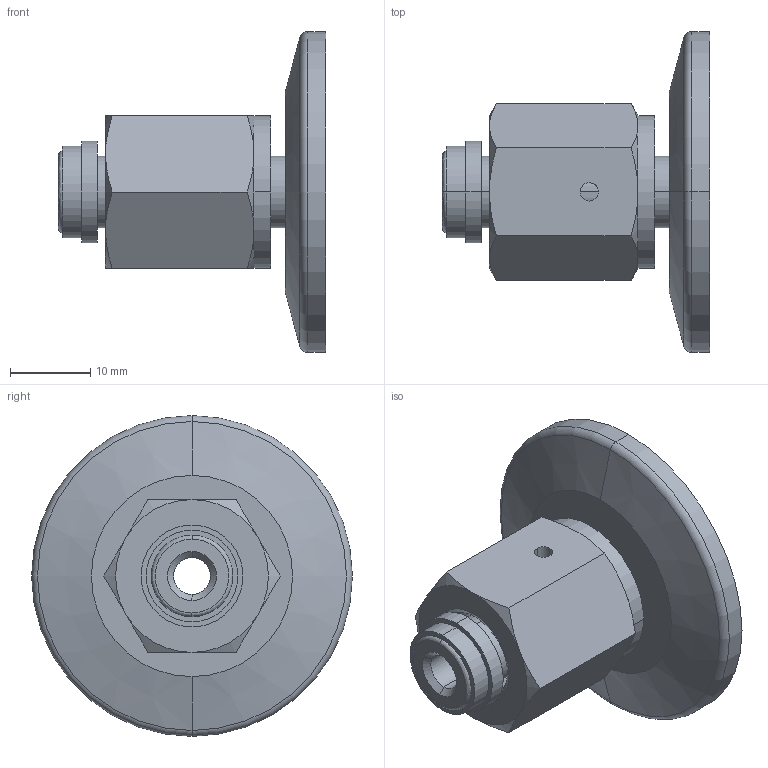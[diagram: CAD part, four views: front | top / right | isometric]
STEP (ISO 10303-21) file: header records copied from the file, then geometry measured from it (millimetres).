
FILE_DESCRIPTION (( 'STEP AP214' ), '1' );
FILE_NAME ('120AVF025-0250.stp', '2017-11-16T14:02:56', ( '' ), ( '' ), 'SwSTEP 2.0', 'SolidWorks 2015', '' );
FILE_SCHEMA (( 'AUTOMOTIVE_DESIGN' ));
Length unit declared in the file: millimetre
Products named in the file (1): 120AVF025-0250
Bounding box: 33.3 x 40 x 40 mm (x, y, z)
Volume: 10509.7 mm3; surface area: 7251 mm2
Topology: 2 solids, 2 shells, 82 faces, 186 edges, 115 vertices
Faces by surface type: cylinder 28, cone 25, plane 19, torus 6, bspline 4
Entity records: 3448 total; most frequent: CARTESIAN_POINT 648, DIRECTION 409, ORIENTED_EDGE 372, EDGE_CURVE 186, AXIS2_PLACEMENT_3D 180, VERTEX_POINT 115, CIRCLE 101, EDGE_LOOP 97
